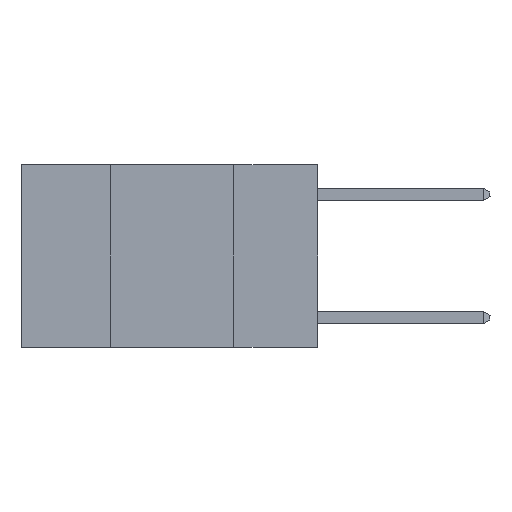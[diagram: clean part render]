
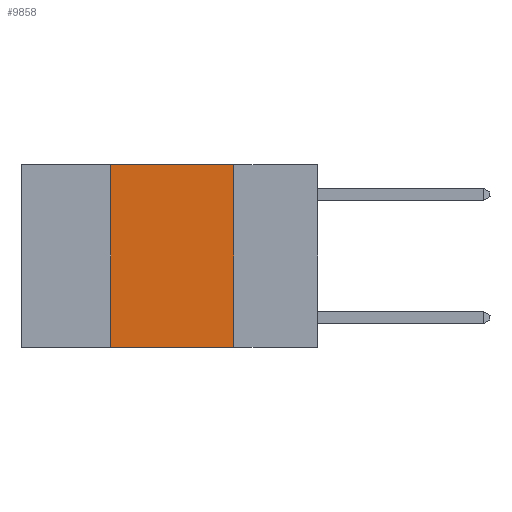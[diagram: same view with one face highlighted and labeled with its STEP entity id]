
A CAD part, left-side view. The second image highlights one B-rep face of the part: STEP entity #9858.
In plain terms, the highlighted planar face has unit normal (-1, 0, 0).
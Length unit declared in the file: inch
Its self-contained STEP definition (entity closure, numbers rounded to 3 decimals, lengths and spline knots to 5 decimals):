
#104 = AXIS2_PLACEMENT_3D ( 'NONE', #13972, #17317, #7347 ) ;
#616 = EDGE_CURVE ( 'NONE', #13461, #14349, #10310, .T. ) ;
#1567 = LINE ( 'NONE', #15270, #18742 ) ;
#2507 = CARTESIAN_POINT ( 'NONE',  ( 0., 0.6, 0. ) ) ;
#3736 = ORIENTED_EDGE ( 'NONE', *, *, #5005, .F. ) ;
#4241 = ORIENTED_EDGE ( 'NONE', *, *, #7020, .F. ) ;
#4884 = VECTOR ( 'NONE', #20095, 39.37008 ) ;
#5005 = EDGE_CURVE ( 'NONE', #8925, #13461, #11542, .T. ) ;
#6305 = EDGE_LOOP ( 'NONE', ( #11606, #3736, #4241, #8203 ) ) ;
#6784 = CARTESIAN_POINT ( 'NONE',  ( 0., 0.42, 0. ) ) ;
#6973 = DIRECTION ( 'NONE',  ( 0., -1., 0. ) ) ;
#7020 = EDGE_CURVE ( 'NONE', #9230, #8925, #13776, .T. ) ;
#7066 = VECTOR ( 'NONE', #9227, 39.37008 ) ;
#7227 = DIRECTION ( 'NONE',  ( 0., 0., -1. ) ) ;
#7347 = DIRECTION ( 'NONE',  ( 0., 0., -1. ) ) ;
#8203 = ORIENTED_EDGE ( 'NONE', *, *, #9715, .T. ) ;
#8353 = CARTESIAN_POINT ( 'NONE',  ( 0., 0.42, 0. ) ) ;
#8925 = VERTEX_POINT ( 'NONE', #8353 ) ;
#9227 = DIRECTION ( 'NONE',  ( 0., -1., 0. ) ) ;
#9230 = VERTEX_POINT ( 'NONE', #15747 ) ;
#9715 = EDGE_CURVE ( 'NONE', #9230, #14349, #1567, .T. ) ;
#9858 = ADVANCED_FACE ( 'NONE', ( #20548 ), #15647, .F. ) ;
#10310 = LINE ( 'NONE', #20686, #19135 ) ;
#11542 = LINE ( 'NONE', #2507, #7066 ) ;
#11606 = ORIENTED_EDGE ( 'NONE', *, *, #616, .F. ) ;
#12813 = CARTESIAN_POINT ( 'NONE',  ( 0., 0.17, -0.37 ) ) ;
#13461 = VERTEX_POINT ( 'NONE', #17343 ) ;
#13776 = LINE ( 'NONE', #6784, #4884 ) ;
#13972 = CARTESIAN_POINT ( 'NONE',  ( 0., 0.6, 0. ) ) ;
#14349 = VERTEX_POINT ( 'NONE', #12813 ) ;
#15270 = CARTESIAN_POINT ( 'NONE',  ( 0., 0.6, -0.37 ) ) ;
#15647 = PLANE ( 'NONE',  #104 ) ;
#15747 = CARTESIAN_POINT ( 'NONE',  ( 0., 0.42, -0.37 ) ) ;
#17317 = DIRECTION ( 'NONE',  ( 1., 0., 0. ) ) ;
#17343 = CARTESIAN_POINT ( 'NONE',  ( 0., 0.17, 0. ) ) ;
#18742 = VECTOR ( 'NONE', #6973, 39.37008 ) ;
#19135 = VECTOR ( 'NONE', #7227, 39.37008 ) ;
#20095 = DIRECTION ( 'NONE',  ( 0., 0., 1. ) ) ;
#20548 = FACE_OUTER_BOUND ( 'NONE', #6305, .T. ) ;
#20686 = CARTESIAN_POINT ( 'NONE',  ( 0., 0.17, 0. ) ) ;
